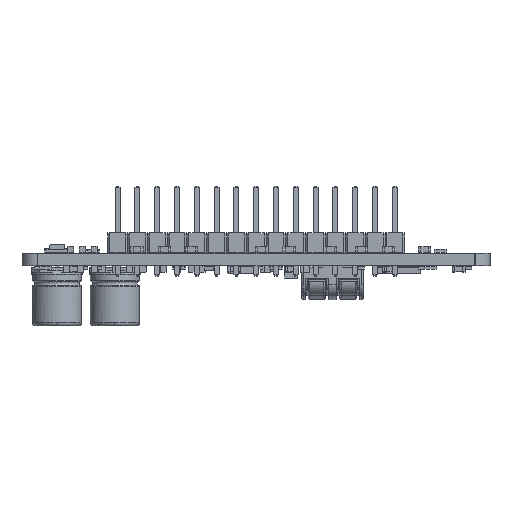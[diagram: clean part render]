
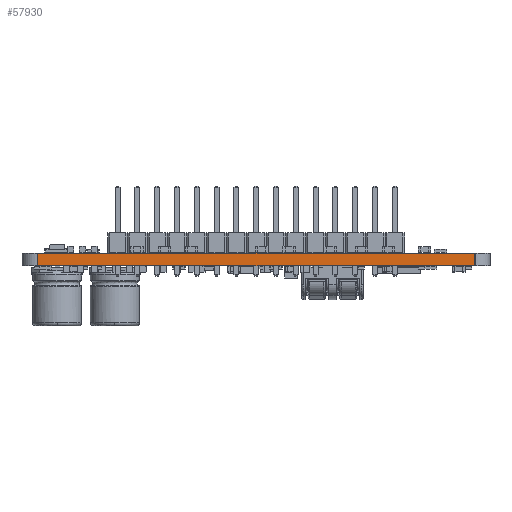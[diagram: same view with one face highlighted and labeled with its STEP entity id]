
A CAD part, left-side view. The second image highlights one B-rep face of the part: STEP entity #57930.
In plain terms, the highlighted planar face has unit normal (-1, 0, 0).
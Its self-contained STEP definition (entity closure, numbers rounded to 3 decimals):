
#56499 = VERTEX_POINT('',#56500);
#56500 = CARTESIAN_POINT('',(-30.,28.,0.));
#56507 = EDGE_CURVE('',#56508,#56499,#56510,.T.);
#56508 = VERTEX_POINT('',#56509);
#56509 = CARTESIAN_POINT('',(-30.,-28.,0.));
#56510 = LINE('',#56511,#56512);
#56511 = CARTESIAN_POINT('',(-30.,-28.,0.));
#56512 = VECTOR('',#56513,1.);
#56513 = DIRECTION('',(0.,1.,0.));
#57188 = VERTEX_POINT('',#57189);
#57189 = CARTESIAN_POINT('',(-30.,28.,1.6));
#57196 = EDGE_CURVE('',#57197,#57188,#57199,.T.);
#57197 = VERTEX_POINT('',#57198);
#57198 = CARTESIAN_POINT('',(-30.,-28.,1.6));
#57199 = LINE('',#57200,#57201);
#57200 = CARTESIAN_POINT('',(-30.,-28.,1.6));
#57201 = VECTOR('',#57202,1.);
#57202 = DIRECTION('',(0.,1.,0.));
#57900 = EDGE_CURVE('',#56499,#57188,#57901,.T.);
#57901 = LINE('',#57902,#57903);
#57902 = CARTESIAN_POINT('',(-30.,28.,0.));
#57903 = VECTOR('',#57904,1.);
#57904 = DIRECTION('',(0.,0.,1.));
#57930 = ADVANCED_FACE('',(#57931),#57942,.T.);
#57931 = FACE_BOUND('',#57932,.T.);
#57932 = EDGE_LOOP('',(#57933,#57939,#57940,#57941));
#57933 = ORIENTED_EDGE('',*,*,#57934,.T.);
#57934 = EDGE_CURVE('',#56508,#57197,#57935,.T.);
#57935 = LINE('',#57936,#57937);
#57936 = CARTESIAN_POINT('',(-30.,-28.,0.));
#57937 = VECTOR('',#57938,1.);
#57938 = DIRECTION('',(0.,0.,1.));
#57939 = ORIENTED_EDGE('',*,*,#57196,.T.);
#57940 = ORIENTED_EDGE('',*,*,#57900,.F.);
#57941 = ORIENTED_EDGE('',*,*,#56507,.F.);
#57942 = PLANE('',#57943);
#57943 = AXIS2_PLACEMENT_3D('',#57944,#57945,#57946);
#57944 = CARTESIAN_POINT('',(-30.,-28.,0.));
#57945 = DIRECTION('',(-1.,0.,0.));
#57946 = DIRECTION('',(0.,1.,0.));
